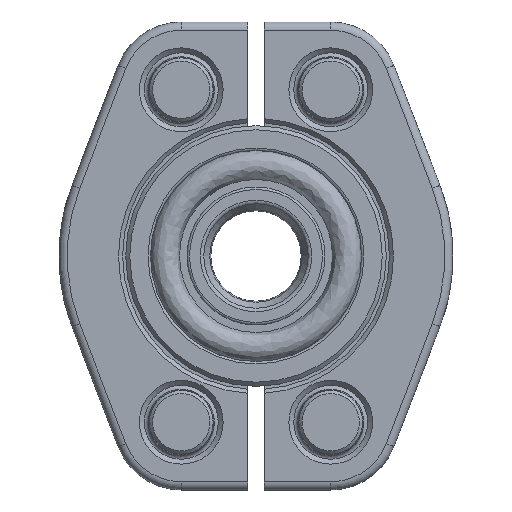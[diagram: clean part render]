
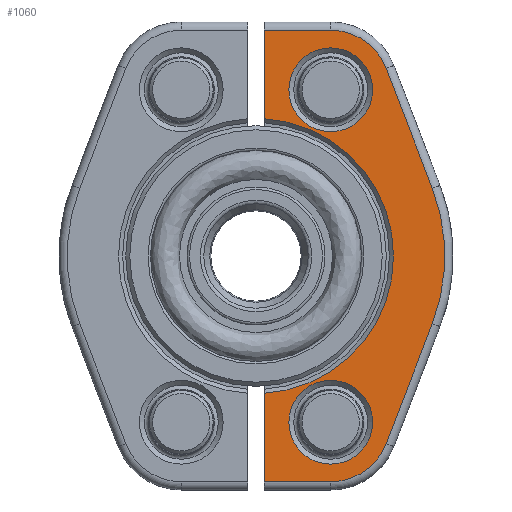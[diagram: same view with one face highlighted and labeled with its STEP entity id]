
A CAD part, left-side view. The second image highlights one B-rep face of the part: STEP entity #1060.
In plain terms, the highlighted face is planar.
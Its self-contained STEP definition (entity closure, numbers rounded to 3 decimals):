
#866=LINE('',#2986,#918);
#867=LINE('',#2989,#919);
#868=LINE('',#2993,#920);
#869=LINE('',#2995,#921);
#870=LINE('',#2999,#922);
#871=LINE('',#3003,#923);
#918=VECTOR('',#2499,1.);
#919=VECTOR('',#2500,1.);
#920=VECTOR('',#2503,1.);
#921=VECTOR('',#2504,1.);
#922=VECTOR('',#2507,1.);
#923=VECTOR('',#2510,1.);
#1012=PLANE('',#2215);
#1060=ADVANCED_FACE('',(#1207,#1208,#1209),#1012,.T.);
#1207=FACE_BOUND('',#1295,.T.);
#1208=FACE_BOUND('',#1296,.T.);
#1209=FACE_BOUND('',#1297,.T.);
#1295=EDGE_LOOP('',(#1460));
#1296=EDGE_LOOP('',(#1461));
#1297=EDGE_LOOP('',(#1462,#1463,#1464,#1465,#1466,#1467,#1468,#1469,#1470,
#1471));
#1460=ORIENTED_EDGE('',*,*,#1917,.T.);
#1461=ORIENTED_EDGE('',*,*,#1918,.T.);
#1462=ORIENTED_EDGE('',*,*,#1919,.T.);
#1463=ORIENTED_EDGE('',*,*,#1920,.F.);
#1464=ORIENTED_EDGE('',*,*,#1921,.T.);
#1465=ORIENTED_EDGE('',*,*,#1922,.F.);
#1466=ORIENTED_EDGE('',*,*,#1923,.T.);
#1467=ORIENTED_EDGE('',*,*,#1924,.T.);
#1468=ORIENTED_EDGE('',*,*,#1925,.T.);
#1469=ORIENTED_EDGE('',*,*,#1926,.T.);
#1470=ORIENTED_EDGE('',*,*,#1927,.T.);
#1471=ORIENTED_EDGE('',*,*,#1928,.T.);
#1795=VERTEX_POINT('',#2983);
#1796=VERTEX_POINT('',#2985);
#1797=VERTEX_POINT('',#2987);
#1798=VERTEX_POINT('',#2988);
#1799=VERTEX_POINT('',#2990);
#1800=VERTEX_POINT('',#2992);
#1801=VERTEX_POINT('',#2994);
#1802=VERTEX_POINT('',#2996);
#1803=VERTEX_POINT('',#2998);
#1804=VERTEX_POINT('',#3000);
#1805=VERTEX_POINT('',#3002);
#1806=VERTEX_POINT('',#3004);
#1917=EDGE_CURVE('',#1795,#1795,#2078,.T.);
#1918=EDGE_CURVE('',#1796,#1796,#2079,.T.);
#1919=EDGE_CURVE('',#1797,#1798,#866,.T.);
#1920=EDGE_CURVE('',#1799,#1798,#867,.T.);
#1921=EDGE_CURVE('',#1799,#1800,#2080,.T.);
#1922=EDGE_CURVE('',#1801,#1800,#868,.T.);
#1923=EDGE_CURVE('',#1801,#1802,#869,.T.);
#1924=EDGE_CURVE('',#1802,#1803,#2081,.T.);
#1925=EDGE_CURVE('',#1803,#1804,#870,.T.);
#1926=EDGE_CURVE('',#1804,#1805,#2082,.T.);
#1927=EDGE_CURVE('',#1805,#1806,#871,.T.);
#1928=EDGE_CURVE('',#1806,#1797,#2083,.T.);
#2078=CIRCLE('',#2209,5.1);
#2079=CIRCLE('',#2210,5.1);
#2080=CIRCLE('',#2211,16.75);
#2081=CIRCLE('',#2212,7.25);
#2082=CIRCLE('',#2213,23.);
#2083=CIRCLE('',#2214,7.25);
#2209=AXIS2_PLACEMENT_3D('',#2982,#2495,#2496);
#2210=AXIS2_PLACEMENT_3D('',#2984,#2497,#2498);
#2211=AXIS2_PLACEMENT_3D('',#2991,#2501,#2502);
#2212=AXIS2_PLACEMENT_3D('',#2997,#2505,#2506);
#2213=AXIS2_PLACEMENT_3D('',#3001,#2508,#2509);
#2214=AXIS2_PLACEMENT_3D('',#3005,#2511,#2512);
#2215=AXIS2_PLACEMENT_3D('',#3006,#2513,#2514);
#2495=DIRECTION('',(0.,0.,1.));
#2496=DIRECTION('',(-1.,0.,0.));
#2497=DIRECTION('',(0.,0.,1.));
#2498=DIRECTION('',(-1.,0.,0.));
#2499=DIRECTION('',(0.,1.,0.));
#2500=DIRECTION('',(-1.,0.,0.));
#2501=DIRECTION('',(0.,0.,1.));
#2502=DIRECTION('',(-1.,0.,0.));
#2503=DIRECTION('',(-1.,0.,0.));
#2504=DIRECTION('',(0.,-1.,0.));
#2505=DIRECTION('',(0.,0.,-1.));
#2506=DIRECTION('',(-1.,0.,0.));
#2507=DIRECTION('',(-0.934,-0.358,0.));
#2508=DIRECTION('',(0.,0.,-1.));
#2509=DIRECTION('',(-1.,0.,0.));
#2510=DIRECTION('',(-0.934,0.358,0.));
#2511=DIRECTION('',(0.,0.,-1.));
#2512=DIRECTION('',(-1.,0.,0.));
#2513=DIRECTION('',(0.,0.,-1.));
#2514=DIRECTION('',(-1.,0.,0.));
#2982=CARTESIAN_POINT('',(20.25,-9.1,0.));
#2983=CARTESIAN_POINT('',(15.15,-9.1,0.));
#2984=CARTESIAN_POINT('',(-20.25,-9.1,0.));
#2985=CARTESIAN_POINT('',(-25.35,-9.1,0.));
#2986=CARTESIAN_POINT('',(-27.5,-9.1,0.));
#2987=CARTESIAN_POINT('',(-27.5,-9.1,0.));
#2988=CARTESIAN_POINT('',(-27.5,-1.,0.));
#2989=CARTESIAN_POINT('',(-31.,-1.,0.));
#2990=CARTESIAN_POINT('',(-16.72,-1.,0.));
#2991=CARTESIAN_POINT('',(0.,0.,0.));
#2992=CARTESIAN_POINT('',(16.72,-1.,0.));
#2993=CARTESIAN_POINT('',(-31.,-1.,0.));
#2994=CARTESIAN_POINT('',(27.5,-1.,0.));
#2995=CARTESIAN_POINT('',(27.5,-9.1,0.));
#2996=CARTESIAN_POINT('',(27.5,-9.1,0.));
#2997=CARTESIAN_POINT('',(20.25,-9.1,0.));
#2998=CARTESIAN_POINT('',(22.847,-15.869,0.));
#2999=CARTESIAN_POINT('',(22.847,-15.869,0.));
#3000=CARTESIAN_POINT('',(8.239,-21.474,0.));
#3001=CARTESIAN_POINT('',(0.,0.,0.));
#3002=CARTESIAN_POINT('',(-8.239,-21.474,0.));
#3003=CARTESIAN_POINT('',(12.456,-29.414,0.));
#3004=CARTESIAN_POINT('',(-22.847,-15.869,0.));
#3005=CARTESIAN_POINT('',(-20.25,-9.1,0.));
#3006=CARTESIAN_POINT('',(20.25,-9.1,0.));
